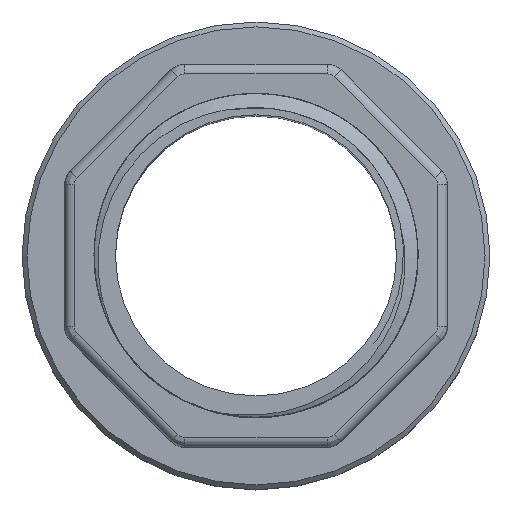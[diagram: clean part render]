
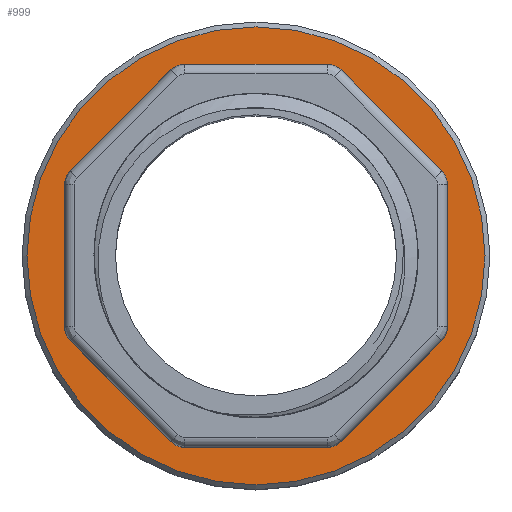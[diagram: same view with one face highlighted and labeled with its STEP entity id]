
A CAD part, top view. The second image highlights one B-rep face of the part: STEP entity #999.
In plain terms, the highlighted planar face has unit normal (0, 0, 1).
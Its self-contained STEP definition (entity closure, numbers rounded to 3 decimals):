
#869=CIRCLE('',#9931,23.5);
#870=CIRCLE('',#9932,2.);
#871=CIRCLE('',#9933,2.);
#872=CIRCLE('',#9934,2.);
#873=CIRCLE('',#9935,2.);
#874=CIRCLE('',#9936,2.);
#875=CIRCLE('',#9937,2.);
#876=CIRCLE('',#9938,2.);
#877=CIRCLE('',#9939,2.);
#999=ADVANCED_FACE('',(#3025,#3026),#1550,.F.);
#1550=PLANE('',#9940);
#1833=LINE('',#12248,#2327);
#1837=LINE('',#12506,#2331);
#1845=LINE('',#12668,#2339);
#1849=LINE('',#12885,#2343);
#1863=LINE('',#13657,#2357);
#1867=LINE('',#13666,#2361);
#1871=LINE('',#13675,#2365);
#1875=LINE('',#13684,#2369);
#2327=VECTOR('',#10397,1.);
#2331=VECTOR('',#10403,1.);
#2339=VECTOR('',#10423,1.);
#2343=VECTOR('',#10429,1.);
#2357=VECTOR('',#10483,1.);
#2361=VECTOR('',#10489,1.);
#2365=VECTOR('',#10495,1.);
#2369=VECTOR('',#10501,1.);
#3025=FACE_BOUND('',#3158,.T.);
#3026=FACE_BOUND('',#3159,.T.);
#3158=EDGE_LOOP('',(#4003));
#3159=EDGE_LOOP('',(#4004,#4005,#4006,#4007,#4008,#4009,#4010,#4011,#4012,
#4013,#4014,#4015,#4016,#4017,#4018,#4019));
#4003=ORIENTED_EDGE('',*,*,#7771,.T.);
#4004=ORIENTED_EDGE('',*,*,#7758,.F.);
#4005=ORIENTED_EDGE('',*,*,#7772,.T.);
#4006=ORIENTED_EDGE('',*,*,#7563,.F.);
#4007=ORIENTED_EDGE('',*,*,#7773,.T.);
#4008=ORIENTED_EDGE('',*,*,#7770,.F.);
#4009=ORIENTED_EDGE('',*,*,#7774,.T.);
#4010=ORIENTED_EDGE('',*,*,#7612,.F.);
#4011=ORIENTED_EDGE('',*,*,#7775,.T.);
#4012=ORIENTED_EDGE('',*,*,#7766,.F.);
#4013=ORIENTED_EDGE('',*,*,#7776,.T.);
#4014=ORIENTED_EDGE('',*,*,#7692,.F.);
#4015=ORIENTED_EDGE('',*,*,#7777,.T.);
#4016=ORIENTED_EDGE('',*,*,#7762,.F.);
#4017=ORIENTED_EDGE('',*,*,#7778,.T.);
#4018=ORIENTED_EDGE('',*,*,#7650,.F.);
#4019=ORIENTED_EDGE('',*,*,#7779,.T.);
#6618=VERTEX_POINT('',#12242);
#6621=VERTEX_POINT('',#12247);
#6667=VERTEX_POINT('',#12500);
#6670=VERTEX_POINT('',#12505);
#6705=VERTEX_POINT('',#12662);
#6708=VERTEX_POINT('',#12667);
#6747=VERTEX_POINT('',#12879);
#6750=VERTEX_POINT('',#12884);
#6811=VERTEX_POINT('',#13651);
#6814=VERTEX_POINT('',#13656);
#6815=VERTEX_POINT('',#13660);
#6818=VERTEX_POINT('',#13665);
#6819=VERTEX_POINT('',#13669);
#6822=VERTEX_POINT('',#13674);
#6823=VERTEX_POINT('',#13678);
#6826=VERTEX_POINT('',#13683);
#6827=VERTEX_POINT('',#13687);
#7563=EDGE_CURVE('',#6621,#6618,#1833,.T.);
#7612=EDGE_CURVE('',#6670,#6667,#1837,.T.);
#7650=EDGE_CURVE('',#6708,#6705,#1845,.T.);
#7692=EDGE_CURVE('',#6750,#6747,#1849,.T.);
#7758=EDGE_CURVE('',#6814,#6811,#1863,.T.);
#7762=EDGE_CURVE('',#6818,#6815,#1867,.T.);
#7766=EDGE_CURVE('',#6822,#6819,#1871,.T.);
#7770=EDGE_CURVE('',#6826,#6823,#1875,.T.);
#7771=EDGE_CURVE('',#6827,#6827,#869,.T.);
#7772=EDGE_CURVE('',#6814,#6618,#870,.T.);
#7773=EDGE_CURVE('',#6621,#6823,#871,.T.);
#7774=EDGE_CURVE('',#6826,#6667,#872,.T.);
#7775=EDGE_CURVE('',#6670,#6819,#873,.T.);
#7776=EDGE_CURVE('',#6822,#6747,#874,.T.);
#7777=EDGE_CURVE('',#6750,#6815,#875,.T.);
#7778=EDGE_CURVE('',#6818,#6705,#876,.T.);
#7779=EDGE_CURVE('',#6708,#6811,#877,.T.);
#9931=AXIS2_PLACEMENT_3D('',#13686,#10504,#10505);
#9932=AXIS2_PLACEMENT_3D('',#13688,#10506,#10507);
#9933=AXIS2_PLACEMENT_3D('',#13689,#10508,#10509);
#9934=AXIS2_PLACEMENT_3D('',#13690,#10510,#10511);
#9935=AXIS2_PLACEMENT_3D('',#13691,#10512,#10513);
#9936=AXIS2_PLACEMENT_3D('',#13692,#10514,#10515);
#9937=AXIS2_PLACEMENT_3D('',#13693,#10516,#10517);
#9938=AXIS2_PLACEMENT_3D('',#13694,#10518,#10519);
#9939=AXIS2_PLACEMENT_3D('',#13695,#10520,#10521);
#9940=AXIS2_PLACEMENT_3D('',#13696,#10522,#10523);
#10397=DIRECTION('',(0.,1.,0.));
#10403=DIRECTION('',(1.,0.,0.));
#10423=DIRECTION('',(-1.,0.,0.));
#10429=DIRECTION('',(0.,-1.,0.));
#10483=DIRECTION('',(-0.707,0.707,0.));
#10489=DIRECTION('',(-0.707,-0.707,0.));
#10495=DIRECTION('',(0.707,-0.707,0.));
#10501=DIRECTION('',(0.707,0.707,0.));
#10504=DIRECTION('',(0.,0.,1.));
#10505=DIRECTION('',(1.,0.,0.));
#10506=DIRECTION('',(0.,0.,-1.));
#10507=DIRECTION('',(1.,0.,0.));
#10508=DIRECTION('',(0.,0.,-1.));
#10509=DIRECTION('',(1.,0.,0.));
#10510=DIRECTION('',(0.,0.,-1.));
#10511=DIRECTION('',(1.,0.,0.));
#10512=DIRECTION('',(0.,0.,-1.));
#10513=DIRECTION('',(1.,0.,0.));
#10514=DIRECTION('',(0.,0.,-1.));
#10515=DIRECTION('',(1.,0.,0.));
#10516=DIRECTION('',(0.,0.,-1.));
#10517=DIRECTION('',(1.,0.,0.));
#10518=DIRECTION('',(0.,0.,-1.));
#10519=DIRECTION('',(1.,0.,0.));
#10520=DIRECTION('',(0.,0.,-1.));
#10521=DIRECTION('',(1.,0.,0.));
#10522=DIRECTION('',(0.,0.,-1.));
#10523=DIRECTION('',(1.,0.,0.));
#12242=CARTESIAN_POINT('',(19.65,-354.054,26.));
#12247=CARTESIAN_POINT('',(19.65,-368.676,26.));
#12248=CARTESIAN_POINT('',(19.65,-361.365,26.));
#12500=CARTESIAN_POINT('',(7.311,-381.015,26.));
#12505=CARTESIAN_POINT('',(-7.311,-381.015,26.));
#12506=CARTESIAN_POINT('',(0.,-381.015,26.));
#12662=CARTESIAN_POINT('',(-7.311,-341.715,26.));
#12667=CARTESIAN_POINT('',(7.311,-341.715,26.));
#12668=CARTESIAN_POINT('',(0.,-341.715,26.));
#12879=CARTESIAN_POINT('',(-19.65,-368.676,26.));
#12884=CARTESIAN_POINT('',(-19.65,-354.054,26.));
#12885=CARTESIAN_POINT('',(-19.65,-361.365,26.));
#13651=CARTESIAN_POINT('',(8.725,-342.301,26.));
#13656=CARTESIAN_POINT('',(19.064,-352.64,26.));
#13657=CARTESIAN_POINT('',(13.895,-347.47,26.));
#13660=CARTESIAN_POINT('',(-19.064,-352.64,26.));
#13665=CARTESIAN_POINT('',(-8.725,-342.301,26.));
#13666=CARTESIAN_POINT('',(-13.895,-347.47,26.));
#13669=CARTESIAN_POINT('',(-8.725,-380.429,26.));
#13674=CARTESIAN_POINT('',(-19.064,-370.09,26.));
#13675=CARTESIAN_POINT('',(-13.895,-375.26,26.));
#13678=CARTESIAN_POINT('',(19.064,-370.09,26.));
#13683=CARTESIAN_POINT('',(8.725,-380.429,26.));
#13684=CARTESIAN_POINT('',(13.895,-375.26,26.));
#13686=CARTESIAN_POINT('',(0.,-361.365,26.));
#13687=CARTESIAN_POINT('',(23.5,-361.365,26.));
#13688=CARTESIAN_POINT('',(17.65,-354.054,26.));
#13689=CARTESIAN_POINT('',(17.65,-368.676,26.));
#13690=CARTESIAN_POINT('',(7.311,-379.015,26.));
#13691=CARTESIAN_POINT('',(-7.311,-379.015,26.));
#13692=CARTESIAN_POINT('',(-17.65,-368.676,26.));
#13693=CARTESIAN_POINT('',(-17.65,-354.054,26.));
#13694=CARTESIAN_POINT('',(-7.311,-343.715,26.));
#13695=CARTESIAN_POINT('',(7.311,-343.715,26.));
#13696=CARTESIAN_POINT('',(0.,-361.365,26.));
